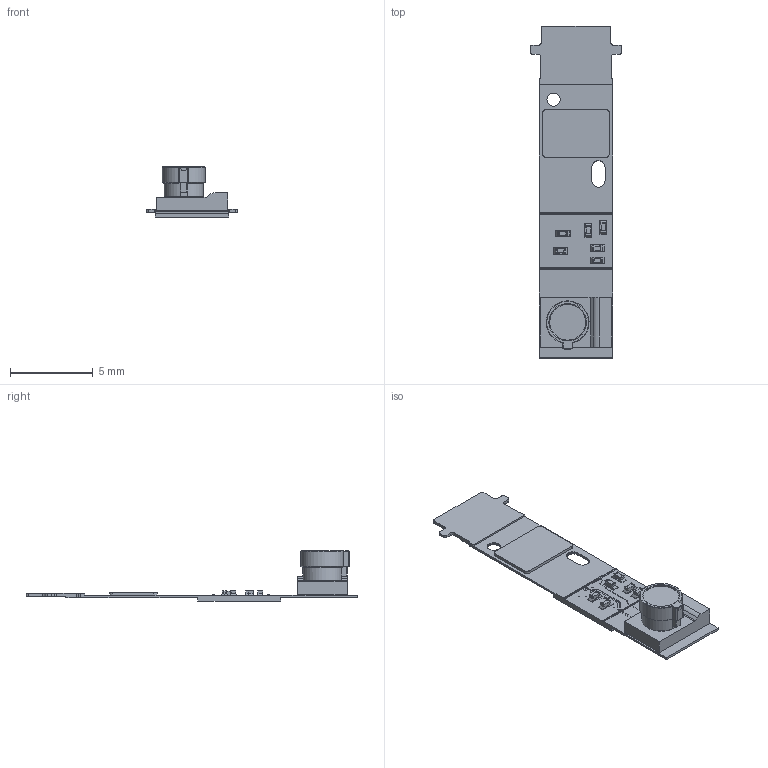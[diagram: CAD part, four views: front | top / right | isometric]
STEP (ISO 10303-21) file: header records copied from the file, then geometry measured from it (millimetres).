
FILE_DESCRIPTION(('FreeCAD Model'),'2;1');
FILE_NAME('Open CASCADE Shape Model','2025-03-28T14:26:17',(''),(''), 'Open CASCADE STEP processor 7.6','FreeCAD','Unknown');
FILE_SCHEMA(('AUTOMOTIVE_DESIGN { 1 0 10303 214 1 1 1 1 }'));
Length unit declared in the file: millimetre
Products named in the file (1): BMV080_simplified v2
Bounding box: 5.5 x 20 x 3.04 mm (x, y, z)
Volume: 37.2 mm3; surface area: 275.7 mm2
Topology: 1 solids, 22 shells, 1393 faces, 3541 edges, 2247 vertices
Faces by surface type: plane 993, cylinder 304, sphere 48, torus 24, revolution 21, cone 3
Full cylindrical faces by diameter (mm): 0.1 x22, 0.802 x1, 0.803 x1, 1.832 x1, 2.16 x1, 2.26 x1
Entity records: 42028 total; most frequent: CARTESIAN_POINT 7584, ORIENTED_EDGE 7082, DIRECTION 6886, EDGE_CURVE 3541, LINE 2783, VECTOR 2783, VERTEX_POINT 2247, AXIS2_PLACEMENT_3D 2041
